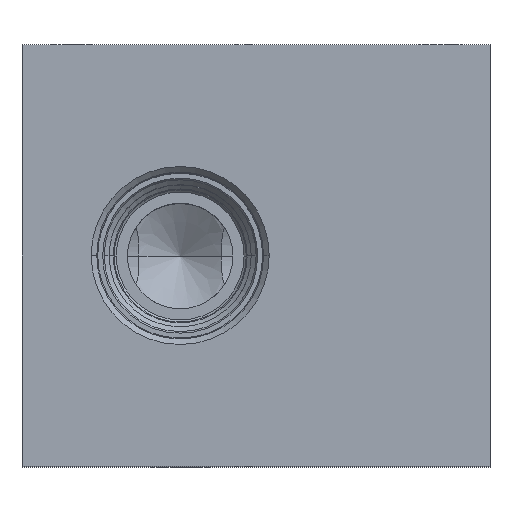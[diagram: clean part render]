
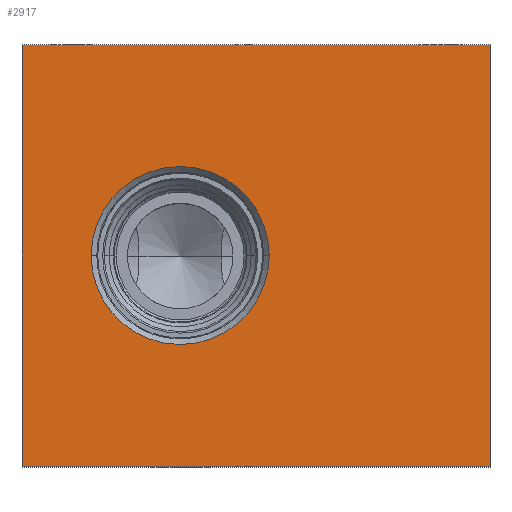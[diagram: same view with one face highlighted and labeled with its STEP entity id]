
A CAD part, top view. The second image highlights one B-rep face of the part: STEP entity #2917.
In plain terms, the highlighted planar face has unit normal (0, 0, 1).
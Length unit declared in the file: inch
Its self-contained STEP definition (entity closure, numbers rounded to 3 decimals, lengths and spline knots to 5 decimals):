
#183=DIRECTION('',(0.,-1.,0.));
#184=VECTOR('',#183,4.);
#185=CARTESIAN_POINT('',(0.,0.,5.438));
#186=LINE('',#185,#184);
#187=DIRECTION('',(-1.,0.,0.));
#188=VECTOR('',#187,4.438);
#189=CARTESIAN_POINT('',(4.438,0.,5.438));
#190=LINE('',#189,#188);
#191=DIRECTION('',(0.,1.,0.));
#192=VECTOR('',#191,4.);
#193=CARTESIAN_POINT('',(4.438,-4.,5.438));
#194=LINE('',#193,#192);
#195=DIRECTION('',(1.,0.,0.));
#196=VECTOR('',#195,4.438);
#197=CARTESIAN_POINT('',(0.,-4.,5.438));
#198=LINE('',#197,#196);
#199=CARTESIAN_POINT('',(1.5,-2.,5.438));
#200=DIRECTION('',(0.,0.,-1.));
#201=DIRECTION('',(-1.,0.,0.));
#202=AXIS2_PLACEMENT_3D('',#199,#200,#201);
#204=CARTESIAN_POINT('',(1.5,-2.,5.438));
#205=DIRECTION('',(0.,0.,-1.));
#206=DIRECTION('',(1.,0.,0.));
#207=AXIS2_PLACEMENT_3D('',#204,#205,#206);
#2338=CARTESIAN_POINT('',(0.,0.,5.438));
#2339=CARTESIAN_POINT('',(0.,-4.,5.438));
#2340=VERTEX_POINT('',#2338);
#2341=VERTEX_POINT('',#2339);
#2342=CARTESIAN_POINT('',(4.438,-4.,5.438));
#2343=VERTEX_POINT('',#2342);
#2344=CARTESIAN_POINT('',(4.438,0.,5.438));
#2345=VERTEX_POINT('',#2344);
#2384=CARTESIAN_POINT('',(2.344,-2.,5.438));
#2386=VERTEX_POINT('',#2384);
#2396=CARTESIAN_POINT('',(0.656,-2.,5.438));
#2397=VERTEX_POINT('',#2396);
#2900=CARTESIAN_POINT('',(0.,0.,5.438));
#2901=DIRECTION('',(0.,0.,1.));
#2902=DIRECTION('',(1.,0.,0.));
#2903=AXIS2_PLACEMENT_3D('',#2900,#2901,#2902);
#2904=PLANE('',#2903);
#2905=ORIENTED_EDGE('',*,*,#2768,.F.);
#2906=ORIENTED_EDGE('',*,*,#2819,.F.);
#2907=ORIENTED_EDGE('',*,*,#2845,.F.);
#2908=ORIENTED_EDGE('',*,*,#2888,.F.);
#2909=EDGE_LOOP('',(#2905,#2906,#2907,#2908));
#2910=FACE_OUTER_BOUND('',#2909,.F.);
#2912=ORIENTED_EDGE('',*,*,#2911,.F.);
#2914=ORIENTED_EDGE('',*,*,#2913,.F.);
#2915=EDGE_LOOP('',(#2912,#2914));
#2916=FACE_BOUND('',#2915,.F.);
#2917=ADVANCED_FACE('',(#2910,#2916),#2904,.T.);
#203=CIRCLE('',#202,0.844);
#208=CIRCLE('',#207,0.844);
#2768=EDGE_CURVE('',#2340,#2341,#186,.T.);
#2819=EDGE_CURVE('',#2345,#2340,#190,.T.);
#2845=EDGE_CURVE('',#2343,#2345,#194,.T.);
#2888=EDGE_CURVE('',#2341,#2343,#198,.T.);
#2911=EDGE_CURVE('',#2397,#2386,#203,.T.);
#2913=EDGE_CURVE('',#2386,#2397,#208,.T.);
